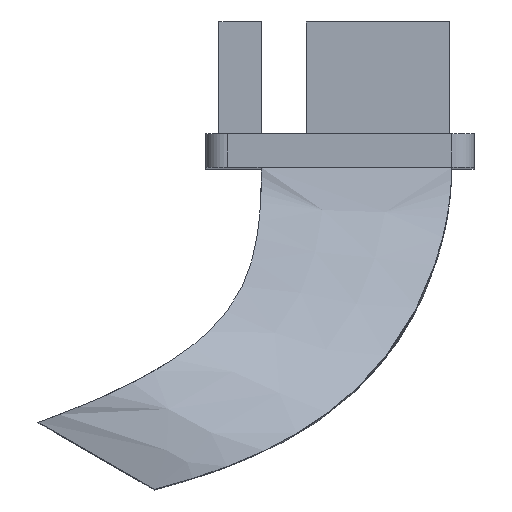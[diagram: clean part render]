
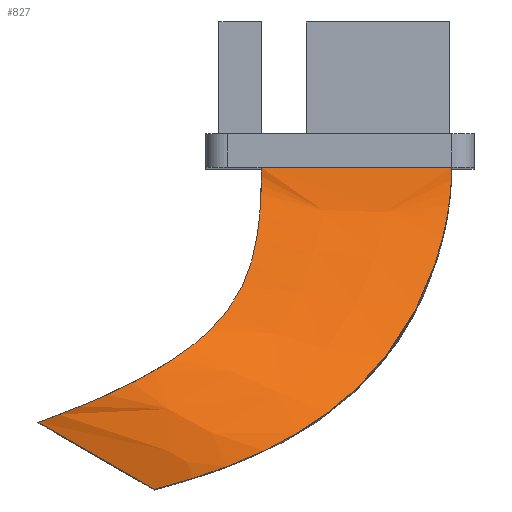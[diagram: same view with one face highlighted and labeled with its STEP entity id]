
A CAD part, top view. The second image highlights one B-rep face of the part: STEP entity #827.
In plain terms, the highlighted free-form (B-spline) face has degree [3, 3] with [4, 8] control points.
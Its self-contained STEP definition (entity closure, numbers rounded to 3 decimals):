
#19=(
BOUNDED_CURVE()
B_SPLINE_CURVE(5,(#1703,#1704,#1705,#1706,#1707,#1708,#1709,#1710,#1711,
#1712),.UNSPECIFIED.,.F.,.F.)
B_SPLINE_CURVE_WITH_KNOTS((6,1,1,1,1,6),(0.,0.2,0.4,0.6,0.8,1.),
 .UNSPECIFIED.)
CURVE()
GEOMETRIC_REPRESENTATION_ITEM()
RATIONAL_B_SPLINE_CURVE((1.,1.,1.,1.,1.,1.,1.,1.,1.,1.))
REPRESENTATION_ITEM('')
);
#20=(
BOUNDED_CURVE()
B_SPLINE_CURVE(5,(#1713,#1714,#1715,#1716,#1717,#1718,#1719,#1720,#1721,
#1722),.UNSPECIFIED.,.F.,.F.)
B_SPLINE_CURVE_WITH_KNOTS((6,1,1,1,1,6),(0.,0.2,0.4,0.6,0.8,1.),
 .UNSPECIFIED.)
CURVE()
GEOMETRIC_REPRESENTATION_ITEM()
RATIONAL_B_SPLINE_CURVE((1.,1.,1.,1.,1.,1.,1.,1.,1.,1.))
REPRESENTATION_ITEM('')
);
#31=B_SPLINE_SURFACE_WITH_KNOTS('',3,3,((#1671,#1672,#1673,#1674,#1675,
#1676,#1677,#1678),(#1679,#1680,#1681,#1682,#1683,#1684,#1685,#1686),(#1687,
#1688,#1689,#1690,#1691,#1692,#1693,#1694),(#1695,#1696,#1697,#1698,#1699,
#1700,#1701,#1702)),.UNSPECIFIED.,.F.,.F.,.F.,(4,4),(4,1,1,1,1,4),(0.,1.),
(0.,0.143,0.286,0.571,0.857,
1.),.UNSPECIFIED.);
#46=B_SPLINE_CURVE_WITH_KNOTS('',3,(#1088,#1089,#1090,#1091),
 .UNSPECIFIED.,.F.,.F.,(4,4),(0.,1.),.UNSPECIFIED.);
#134=FACE_OUTER_BOUND('',#185,.T.);
#185=EDGE_LOOP('',(#710,#711,#712,#713));
#263=LINE('',#1665,#339);
#339=VECTOR('',#1019,10.);
#375=VERTEX_POINT('',#1086);
#376=VERTEX_POINT('',#1087);
#430=VERTEX_POINT('',#1663);
#431=VERTEX_POINT('',#1664);
#453=EDGE_CURVE('',#375,#376,#46,.T.);
#533=EDGE_CURVE('',#430,#431,#263,.T.);
#537=EDGE_CURVE('',#375,#430,#19,.T.);
#538=EDGE_CURVE('',#376,#431,#20,.T.);
#710=ORIENTED_EDGE('',*,*,#453,.F.);
#711=ORIENTED_EDGE('',*,*,#537,.T.);
#712=ORIENTED_EDGE('',*,*,#533,.T.);
#713=ORIENTED_EDGE('',*,*,#538,.F.);
#827=ADVANCED_FACE('',(#134),#31,.F.);
#1019=DIRECTION('',(0.866,-0.5,0.));
#1086=CARTESIAN_POINT('',(23.5,-40.,21.3));
#1087=CARTESIAN_POINT('',(32.,-40.,21.3));
#1088=CARTESIAN_POINT('Ctrl Pts',(23.5,-40.,21.3));
#1089=CARTESIAN_POINT('Ctrl Pts',(26.333,-40.,21.3));
#1090=CARTESIAN_POINT('Ctrl Pts',(29.167,-40.,21.3));
#1091=CARTESIAN_POINT('Ctrl Pts',(32.,-40.,21.3));
#1663=CARTESIAN_POINT('',(13.512,-51.4,31.5));
#1664=CARTESIAN_POINT('',(18.708,-54.4,31.5));
#1665=CARTESIAN_POINT('',(13.512,-51.4,31.5));
#1671=CARTESIAN_POINT('Ctrl Pts',(23.5,-40.,21.3));
#1672=CARTESIAN_POINT('Ctrl Pts',(23.5,-40.624,21.3));
#1673=CARTESIAN_POINT('Ctrl Pts',(23.468,-41.825,21.723));
#1674=CARTESIAN_POINT('Ctrl Pts',(23.2,-44.064,23.995));
#1675=CARTESIAN_POINT('Ctrl Pts',(22.261,-46.64,28.569));
#1676=CARTESIAN_POINT('Ctrl Pts',(18.979,-49.207,31.86));
#1677=CARTESIAN_POINT('Ctrl Pts',(15.056,-50.843,31.779));
#1678=CARTESIAN_POINT('Ctrl Pts',(13.512,-51.4,31.5));
#1679=CARTESIAN_POINT('Ctrl Pts',(26.333,-40.,21.3));
#1680=CARTESIAN_POINT('Ctrl Pts',(26.333,-40.638,21.3));
#1681=CARTESIAN_POINT('Ctrl Pts',(26.27,-41.911,21.722));
#1682=CARTESIAN_POINT('Ctrl Pts',(25.842,-44.413,23.991));
#1683=CARTESIAN_POINT('Ctrl Pts',(24.573,-47.429,28.56));
#1684=CARTESIAN_POINT('Ctrl Pts',(20.928,-50.282,31.852));
#1685=CARTESIAN_POINT('Ctrl Pts',(16.835,-51.884,31.776));
#1686=CARTESIAN_POINT('Ctrl Pts',(15.244,-52.4,31.5));
#1687=CARTESIAN_POINT('Ctrl Pts',(29.167,-40.,21.3));
#1688=CARTESIAN_POINT('Ctrl Pts',(29.167,-40.651,21.3));
#1689=CARTESIAN_POINT('Ctrl Pts',(29.079,-41.973,21.722));
#1690=CARTESIAN_POINT('Ctrl Pts',(28.485,-44.703,23.989));
#1691=CARTESIAN_POINT('Ctrl Pts',(26.848,-48.213,28.552));
#1692=CARTESIAN_POINT('Ctrl Pts',(22.855,-51.386,31.843));
#1693=CARTESIAN_POINT('Ctrl Pts',(18.615,-52.926,31.773));
#1694=CARTESIAN_POINT('Ctrl Pts',(16.976,-53.4,31.5));
#1695=CARTESIAN_POINT('Ctrl Pts',(32.,-40.,21.3));
#1696=CARTESIAN_POINT('Ctrl Pts',(32.,-40.665,21.3));
#1697=CARTESIAN_POINT('Ctrl Pts',(31.88,-42.058,21.721));
#1698=CARTESIAN_POINT('Ctrl Pts',(31.127,-45.052,23.985));
#1699=CARTESIAN_POINT('Ctrl Pts',(29.16,-49.002,28.542));
#1700=CARTESIAN_POINT('Ctrl Pts',(24.804,-52.461,31.834));
#1701=CARTESIAN_POINT('Ctrl Pts',(20.394,-53.967,31.771));
#1702=CARTESIAN_POINT('Ctrl Pts',(18.708,-54.4,31.5));
#1703=CARTESIAN_POINT('Ctrl Pts',(23.5,-40.,21.3));
#1704=CARTESIAN_POINT('Ctrl Pts',(23.5,-40.524,21.3));
#1705=CARTESIAN_POINT('Ctrl Pts',(23.478,-41.546,21.541));
#1706=CARTESIAN_POINT('Ctrl Pts',(23.382,-42.997,22.626));
#1707=CARTESIAN_POINT('Ctrl Pts',(23.062,-44.799,25.218));
#1708=CARTESIAN_POINT('Ctrl Pts',(21.899,-46.945,29.017));
#1709=CARTESIAN_POINT('Ctrl Pts',(19.778,-48.669,31.283));
#1710=CARTESIAN_POINT('Ctrl Pts',(17.127,-50.01,31.907));
#1711=CARTESIAN_POINT('Ctrl Pts',(14.809,-50.932,31.734));
#1712=CARTESIAN_POINT('Ctrl Pts',(13.512,-51.4,31.5));
#1713=CARTESIAN_POINT('Ctrl Pts',(32.,-40.,21.3));
#1714=CARTESIAN_POINT('Ctrl Pts',(32.,-40.558,21.3));
#1715=CARTESIAN_POINT('Ctrl Pts',(31.928,-41.711,21.54));
#1716=CARTESIAN_POINT('Ctrl Pts',(31.603,-43.55,22.621));
#1717=CARTESIAN_POINT('Ctrl Pts',(30.729,-46.164,25.203));
#1718=CARTESIAN_POINT('Ctrl Pts',(28.663,-49.429,28.99));
#1719=CARTESIAN_POINT('Ctrl Pts',(25.82,-51.773,31.256));
#1720=CARTESIAN_POINT('Ctrl Pts',(22.706,-53.228,31.889));
#1721=CARTESIAN_POINT('Ctrl Pts',(20.125,-54.036,31.727));
#1722=CARTESIAN_POINT('Ctrl Pts',(18.708,-54.4,31.5));
